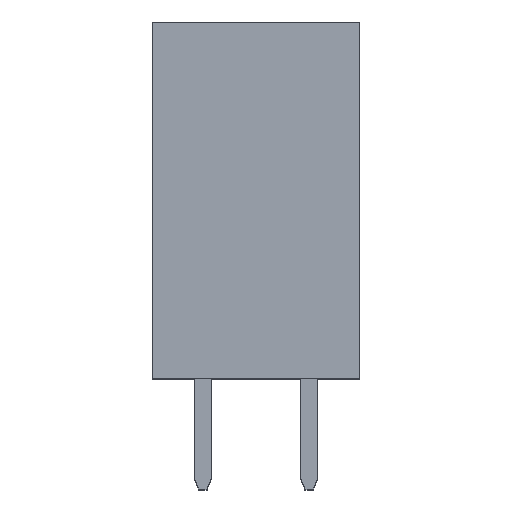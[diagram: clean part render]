
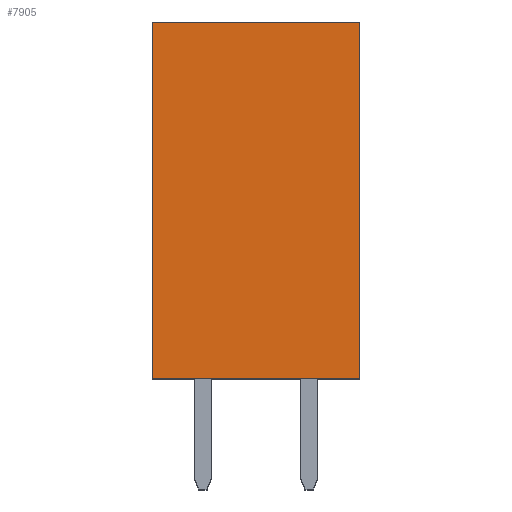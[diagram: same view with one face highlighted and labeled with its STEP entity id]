
A CAD part, top view. The second image highlights one B-rep face of the part: STEP entity #7905.
In plain terms, the highlighted planar face has unit normal (0, 0, 1).
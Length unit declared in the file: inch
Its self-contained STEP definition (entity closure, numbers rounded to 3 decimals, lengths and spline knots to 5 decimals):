
#534 = DIRECTION ( 'NONE',  ( -1., 0., 0. ) ) ;
#535 = DIRECTION ( 'NONE',  ( 0., 0., -1. ) ) ;
#537 = PLANE ( 'NONE',  #4255 ) ;
#547 = CARTESIAN_POINT ( 'NONE',  ( -0.0975, 0.335, 0.31 ) ) ;
#1338 = FACE_OUTER_BOUND ( 'NONE', #3044, .T. ) ;
#1761 = VECTOR ( 'NONE', #8774, 39.37008 ) ;
#1764 = LINE ( 'NONE', #8775, #1761 ) ;
#1865 = VECTOR ( 'NONE', #8908, 39.37008 ) ;
#1868 = LINE ( 'NONE', #8910, #1865 ) ;
#2191 = CARTESIAN_POINT ( 'NONE',  ( -0.0975, 0.335, 0.31 ) ) ;
#2257 = DIRECTION ( 'NONE',  ( 1., 0., 0. ) ) ;
#3044 = EDGE_LOOP ( 'NONE', ( #3938, #3936, #3934, #3933 ) ) ;
#3933 = ORIENTED_EDGE ( 'NONE', *, *, #6134, .T. ) ;
#3934 = ORIENTED_EDGE ( 'NONE', *, *, #5853, .F. ) ;
#3936 = ORIENTED_EDGE ( 'NONE', *, *, #6408, .F. ) ;
#3938 = ORIENTED_EDGE ( 'NONE', *, *, #6294, .T. ) ;
#4255 = AXIS2_PLACEMENT_3D ( 'NONE', #547, #535, #534 ) ;
#4796 = VECTOR ( 'NONE', #8282, 39.37008 ) ;
#4807 = LINE ( 'NONE', #8467, #4796 ) ;
#5302 = VECTOR ( 'NONE', #2257, 39.37008 ) ;
#5310 = LINE ( 'NONE', #2191, #5302 ) ;
#5853 = EDGE_CURVE ( 'NONE', #6915, #6978, #5310, .T. ) ;
#6134 = EDGE_CURVE ( 'NONE', #6915, #7010, #4807, .T. ) ;
#6294 = EDGE_CURVE ( 'NONE', #7010, #6822, #1868, .T. ) ;
#6408 = EDGE_CURVE ( 'NONE', #6978, #6822, #1764, .T. ) ;
#6822 = VERTEX_POINT ( 'NONE', #8330 ) ;
#6915 = VERTEX_POINT ( 'NONE', #8226 ) ;
#6978 = VERTEX_POINT ( 'NONE', #8163 ) ;
#7010 = VERTEX_POINT ( 'NONE', #8126 ) ;
#7905 = ADVANCED_FACE ( 'NONE', ( #1338 ), #537, .F. ) ;
#8126 = CARTESIAN_POINT ( 'NONE',  ( -0.0975, 0., 0.31 ) ) ;
#8163 = CARTESIAN_POINT ( 'NONE',  ( 0.0975, 0.335, 0.31 ) ) ;
#8226 = CARTESIAN_POINT ( 'NONE',  ( -0.0975, 0.335, 0.31 ) ) ;
#8282 = DIRECTION ( 'NONE',  ( 0., -1., 0. ) ) ;
#8330 = CARTESIAN_POINT ( 'NONE',  ( 0.0975, 0., 0.31 ) ) ;
#8467 = CARTESIAN_POINT ( 'NONE',  ( -0.0975, 0.335, 0.31 ) ) ;
#8774 = DIRECTION ( 'NONE',  ( 0., -1., 0. ) ) ;
#8775 = CARTESIAN_POINT ( 'NONE',  ( 0.0975, 0.335, 0.31 ) ) ;
#8908 = DIRECTION ( 'NONE',  ( 1., 0., 0. ) ) ;
#8910 = CARTESIAN_POINT ( 'NONE',  ( -0.0975, 0., 0.31 ) ) ;
